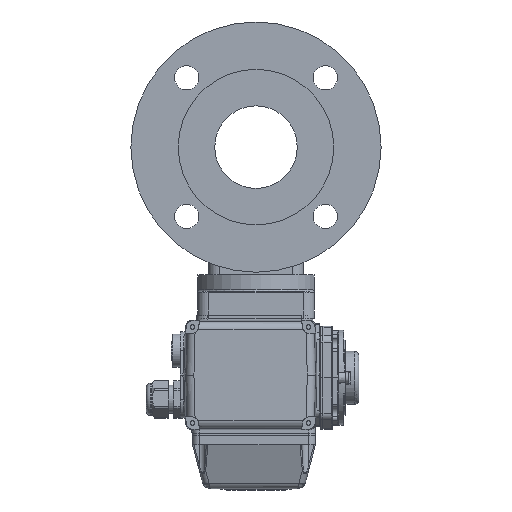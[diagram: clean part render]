
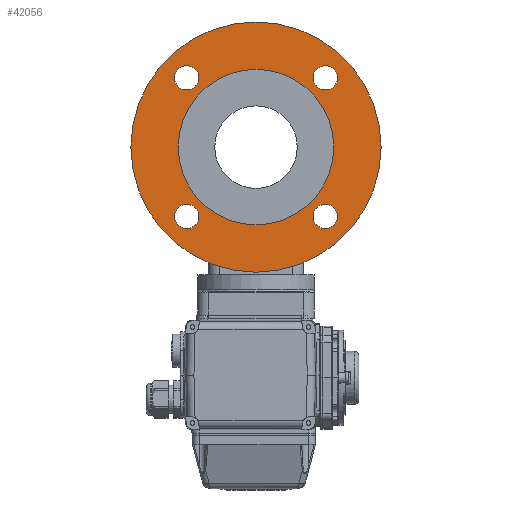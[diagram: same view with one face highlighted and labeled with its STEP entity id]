
A CAD part, front view. The second image highlights one B-rep face of the part: STEP entity #42056.
In plain terms, the highlighted planar face has unit normal (0, -1, 0).
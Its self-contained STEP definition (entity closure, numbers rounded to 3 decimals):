
#8009=PLANE('',#44729);
#9230=ORIENTED_EDGE('',*,*,#21183,.F.);
#9231=ORIENTED_EDGE('',*,*,#21184,.F.);
#9232=ORIENTED_EDGE('',*,*,#21185,.F.);
#9233=ORIENTED_EDGE('',*,*,#21186,.F.);
#9234=ORIENTED_EDGE('',*,*,#21156,.T.);
#9235=ORIENTED_EDGE('',*,*,#21181,.T.);
#21156=EDGE_CURVE('',#27124,#27124,#30957,.T.);
#21181=EDGE_CURVE('',#27149,#27149,#30974,.T.);
#21183=EDGE_CURVE('',#27151,#27151,#30976,.T.);
#21184=EDGE_CURVE('',#27152,#27152,#30977,.T.);
#21185=EDGE_CURVE('',#27153,#27153,#30978,.T.);
#21186=EDGE_CURVE('',#27154,#27154,#30979,.T.);
#27124=VERTEX_POINT('',#61459);
#27149=VERTEX_POINT('',#61511);
#27151=VERTEX_POINT('',#61516);
#27152=VERTEX_POINT('',#61518);
#27153=VERTEX_POINT('',#61520);
#27154=VERTEX_POINT('',#61522);
#30957=CIRCLE('',#44708,92.5);
#30974=CIRCLE('',#44727,57.5);
#30976=CIRCLE('',#44730,9.);
#30977=CIRCLE('',#44731,9.);
#30978=CIRCLE('',#44732,9.);
#30979=CIRCLE('',#44733,9.);
#32964=EDGE_LOOP('',(#9230));
#32965=EDGE_LOOP('',(#9231));
#32966=EDGE_LOOP('',(#9232));
#32967=EDGE_LOOP('',(#9233));
#32968=EDGE_LOOP('',(#9234));
#32969=EDGE_LOOP('',(#9235));
#35859=FACE_BOUND('',#32964,.T.);
#35860=FACE_BOUND('',#32965,.T.);
#35861=FACE_BOUND('',#32966,.T.);
#35862=FACE_BOUND('',#32967,.T.);
#35863=FACE_BOUND('',#32968,.T.);
#35864=FACE_BOUND('',#32969,.T.);
#42056=ADVANCED_FACE('',(#35859,#35860,#35861,#35862,#35863,#35864),#8009,
 .T.);
#44708=AXIS2_PLACEMENT_3D('',#61458,#49221,#49222);
#44727=AXIS2_PLACEMENT_3D('',#61510,#49267,#49268);
#44729=AXIS2_PLACEMENT_3D('',#61514,#49271,#49272);
#44730=AXIS2_PLACEMENT_3D('',#61515,#49273,#49274);
#44731=AXIS2_PLACEMENT_3D('',#61517,#49275,#49276);
#44732=AXIS2_PLACEMENT_3D('',#61519,#49277,#49278);
#44733=AXIS2_PLACEMENT_3D('',#61521,#49279,#49280);
#49221=DIRECTION('',(0.,-1.,0.));
#49222=DIRECTION('',(1.,0.,0.));
#49267=DIRECTION('',(0.,1.,0.));
#49268=DIRECTION('',(1.,0.,0.));
#49271=DIRECTION('',(0.,-1.,0.));
#49272=DIRECTION('',(0.,0.,-1.));
#49273=DIRECTION('',(0.,-1.,0.));
#49274=DIRECTION('',(-1.,0.,0.));
#49275=DIRECTION('',(0.,-1.,0.));
#49276=DIRECTION('',(-1.,0.,0.));
#49277=DIRECTION('',(0.,-1.,0.));
#49278=DIRECTION('',(-1.,0.,0.));
#49279=DIRECTION('',(0.,-1.,0.));
#49280=DIRECTION('',(-1.,0.,0.));
#61458=CARTESIAN_POINT('',(0.,-83.,0.));
#61459=CARTESIAN_POINT('',(92.5,-83.,0.));
#61510=CARTESIAN_POINT('',(0.,-83.,0.));
#61511=CARTESIAN_POINT('',(57.5,-83.,0.));
#61514=CARTESIAN_POINT('',(0.,-83.,0.));
#61515=CARTESIAN_POINT('',(51.265,-83.,51.265));
#61516=CARTESIAN_POINT('',(42.265,-83.,51.265));
#61517=CARTESIAN_POINT('',(-51.265,-83.,51.265));
#61518=CARTESIAN_POINT('',(-60.265,-83.,51.265));
#61519=CARTESIAN_POINT('',(-51.265,-83.,-51.265));
#61520=CARTESIAN_POINT('',(-60.265,-83.,-51.265));
#61521=CARTESIAN_POINT('',(51.265,-83.,-51.265));
#61522=CARTESIAN_POINT('',(42.265,-83.,-51.265));
